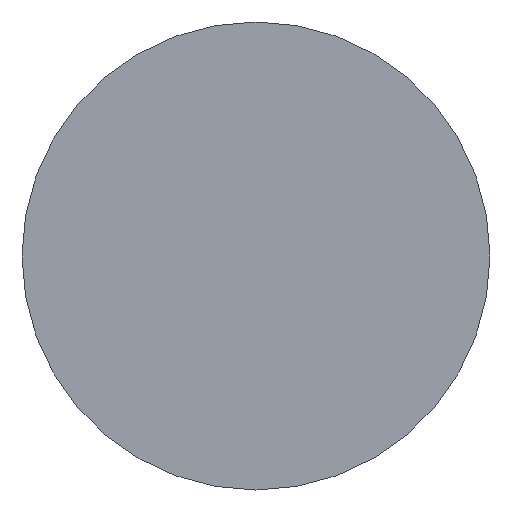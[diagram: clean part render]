
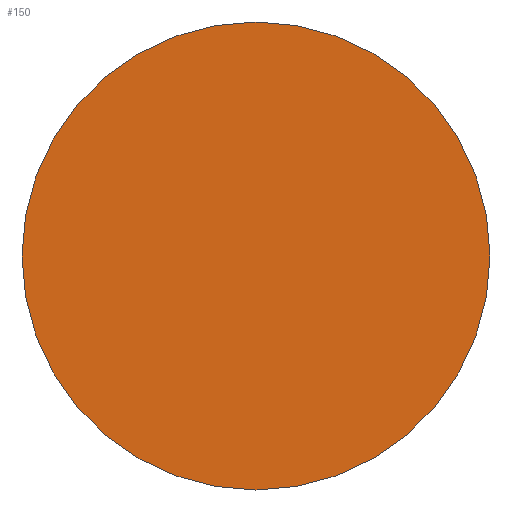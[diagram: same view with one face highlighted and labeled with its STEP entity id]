
A CAD part, left-side view. The second image highlights one B-rep face of the part: STEP entity #150.
In plain terms, the highlighted planar face has unit normal (-1, 0, 0).
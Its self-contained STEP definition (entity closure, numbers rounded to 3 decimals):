
#70=CARTESIAN_POINT('',(-9.,0.0,0.3));
#71=VERTEX_POINT('',#70);
#80=CARTESIAN_POINT('',(-9.,0.,10.));
#81=VERTEX_POINT('',#80);
#82=CARTESIAN_POINT('',(-9.0,0.0,5.15));
#83=DIRECTION('',(-1.0,0.0,0.0));
#84=DIRECTION('',(0.0,0.0,-1.0));
#85=AXIS2_PLACEMENT_3D('',#82,#83,#84);
#86=CIRCLE('',#85,4.85);
#87=EDGE_CURVE('',#81,#71,#86,.T.);
#121=CARTESIAN_POINT('',(-9.0,0.0,5.15));
#122=DIRECTION('',(-1.0,0.0,0.0));
#123=DIRECTION('',(0.0,0.0,-1.0));
#124=AXIS2_PLACEMENT_3D('',#121,#122,#123);
#125=CIRCLE('',#124,4.85);
#126=EDGE_CURVE('',#71,#81,#125,.T.);
#141=CARTESIAN_POINT('',(-9.0,0.0,5.15));
#142=DIRECTION('',(-1.0,0.0,0.0));
#143=DIRECTION('',(0.0,0.0,-1.0));
#144=AXIS2_PLACEMENT_3D('',#141,#142,#143);
#145=PLANE('',#144);
#146=ORIENTED_EDGE('',*,*,#126,.T.);
#147=ORIENTED_EDGE('',*,*,#87,.T.);
#148=EDGE_LOOP('',(#146,#147));
#149=FACE_OUTER_BOUND('',#148,.T.);
#150=ADVANCED_FACE('',(#149),#145,.T.);
